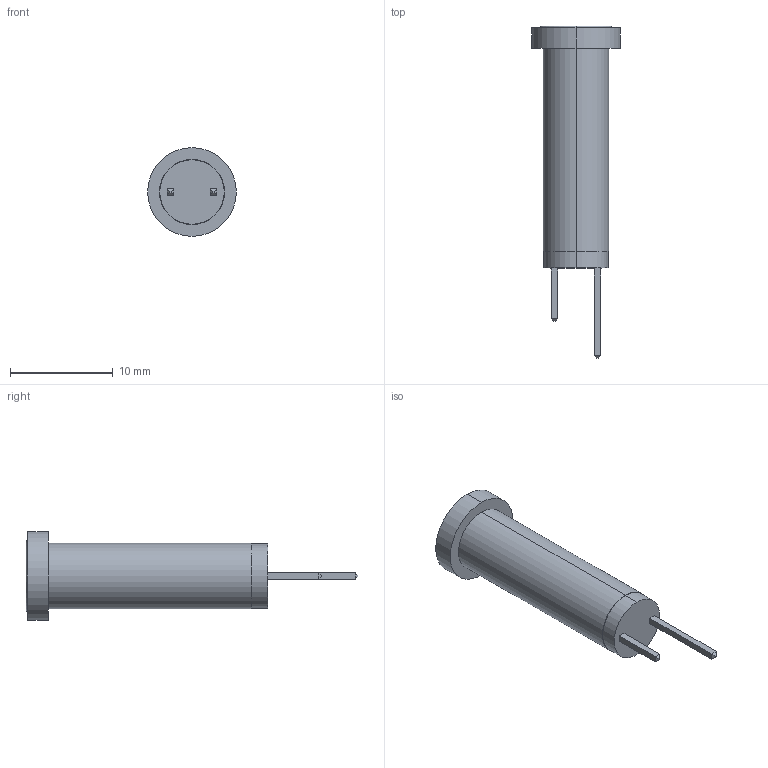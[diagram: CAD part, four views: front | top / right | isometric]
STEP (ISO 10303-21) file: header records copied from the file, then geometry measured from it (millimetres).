
FILE_DESCRIPTION (( 'STEP AP214' ), '1' );
FILE_NAME ('44_Flush.STEP', '2019-02-07T17:18:28', ( 'user' ), ( 'Microsoft' ), 'SwSTEP 2.0', 'SolidWorks 2018', '' );
FILE_SCHEMA (( 'AUTOMOTIVE_DESIGN' ));
Length unit declared in the file: foot
Products named in the file (4): 44-BLK-LG; LENS 44 FRESNEL 50073_44 Type; 40-LED, HEADER CARTRIDGE, 2 TERM; 44_Flush
Assembly tree (3 placements, depth 2):
  44_Flush
    40-LED, HEADER CARTRIDGE, 2 TERM
    LENS 44 FRESNEL 50073_44 Type
    44-BLK-LG
Bounding box: 8.64 x 32.31 x 8.64 mm (x, y, z)
Volume: 286.7 mm3; surface area: 1199.5 mm2
Topology: 3 solids, 3 shells, 216 faces, 544 edges, 306 vertices
Faces by surface type: plane 110, cylinder 50, bspline 36, cone 18, torus 2
Entity records: 6717 total; most frequent: CARTESIAN_POINT 1618, ORIENTED_EDGE 1016, DIRECTION 964, EDGE_CURVE 508, VECTOR 348, LINE 348, AXIS2_PLACEMENT_3D 308, VERTEX_POINT 306
